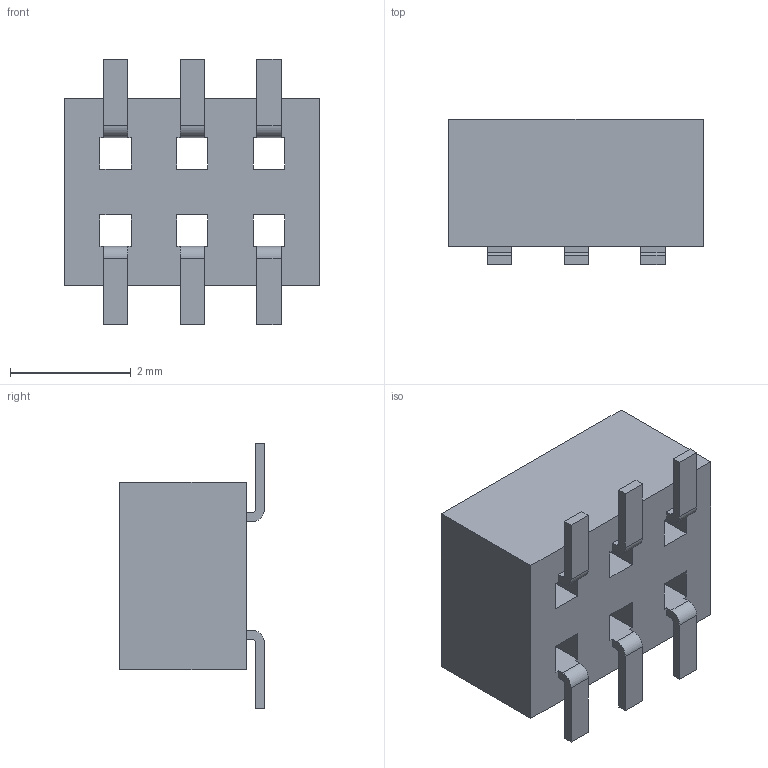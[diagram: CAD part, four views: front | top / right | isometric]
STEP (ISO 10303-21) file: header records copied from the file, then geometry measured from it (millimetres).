
FILE_DESCRIPTION(('FreeCAD Model'),'2;1');
FILE_NAME('Open CASCADE Shape Model','2025-10-16T17:22:36',(''),(''), 'Open CASCADE STEP processor 7.8','FreeCAD','Unknown');
FILE_SCHEMA(('AUTOMOTIVE_DESIGN { 1 0 10303 214 1 1 1 1 }'));
Length unit declared in the file: millimetre
Products named in the file (1): 2321-203MG0CUNT1
Bounding box: 4.21 x 2.4 x 4.4 mm (x, y, z)
Volume: 24.2 mm3; surface area: 87.9 mm2
Topology: 1 solids, 1 shells, 102 faces, 276 edges, 176 vertices
Faces by surface type: plane 90, cylinder 12
Entity records: 3515 total; most frequent: CARTESIAN_POINT 555, ORIENTED_EDGE 552, DIRECTION 506, EDGE_CURVE 276, LINE 252, VECTOR 252, VERTEX_POINT 176, AXIS2_PLACEMENT_3D 127
